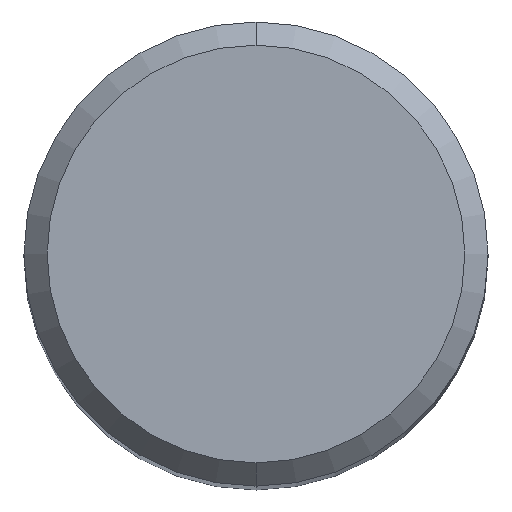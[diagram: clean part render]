
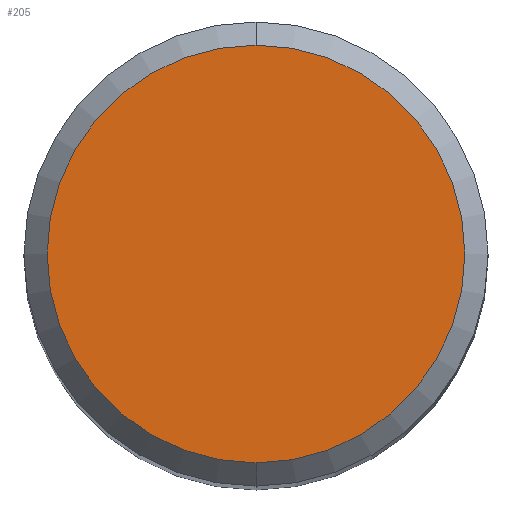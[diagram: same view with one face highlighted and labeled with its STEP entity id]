
A CAD part, top view. The second image highlights one B-rep face of the part: STEP entity #205.
In plain terms, the highlighted planar face has unit normal (0, 0, 1).
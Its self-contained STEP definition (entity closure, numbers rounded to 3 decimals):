
#159=EDGE_CURVE('',#173,#215,#321,.T.);
#173=VERTEX_POINT('',#337);
#181=EDGE_CURVE('',#215,#173,#346,.T.);
#205=ADVANCED_FACE('',(#370),#371,.T.);
#215=VERTEX_POINT('',#383);
#321=CIRCLE('',#502,4.5);
#337=CARTESIAN_POINT('',(0.0,4.5,0.0));
#346=CIRCLE('',#534,4.5);
#370=FACE_OUTER_BOUND('',#567,.T.);
#371=PLANE('',#568);
#383=CARTESIAN_POINT('',(0.,-4.5,0.0));
#502=AXIS2_PLACEMENT_3D('',#715,#716,#717);
#534=AXIS2_PLACEMENT_3D('',#754,#755,#756);
#567=EDGE_LOOP('',(#769,#770));
#568=AXIS2_PLACEMENT_3D('',#771,#772,#773);
#715=CARTESIAN_POINT('',(0.0,0.0,0.0));
#716=DIRECTION('',(0.0,0.0,-1.0));
#717=DIRECTION('',(0.0,1.0,0.0));
#754=CARTESIAN_POINT('',(0.0,0.0,0.0));
#755=DIRECTION('',(0.0,0.0,-1.0));
#756=DIRECTION('',(0.0,1.0,0.0));
#769=ORIENTED_EDGE('',*,*,#159,.F.);
#770=ORIENTED_EDGE('',*,*,#181,.F.);
#771=CARTESIAN_POINT('',(0.0,2.25,0.0));
#772=DIRECTION('',(-0.0,0.0,1.0));
#773=DIRECTION('',(0.0,-1.0,0.0));
